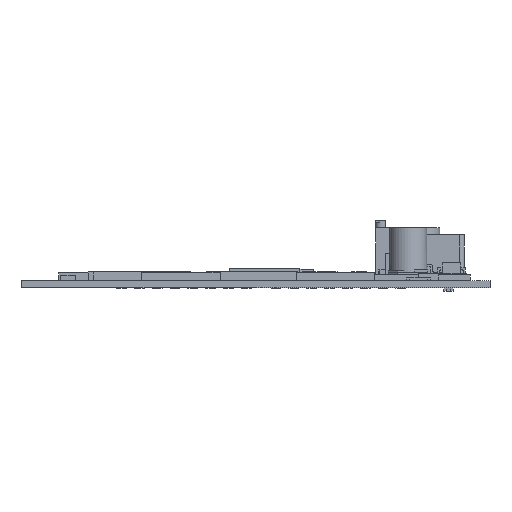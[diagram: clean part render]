
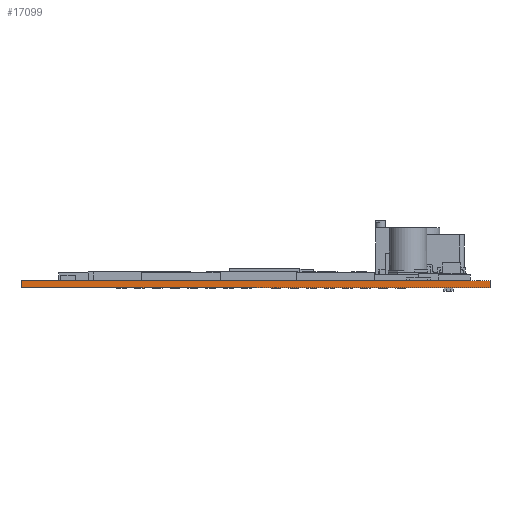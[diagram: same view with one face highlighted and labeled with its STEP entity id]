
A CAD part, left-side view. The second image highlights one B-rep face of the part: STEP entity #17099.
In plain terms, the highlighted planar face has unit normal (-1, 0, 0).
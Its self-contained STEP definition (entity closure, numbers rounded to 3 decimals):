
#1100=PLANE('',#18864);
#1867=FACE_OUTER_BOUND('',#2705,.T.);
#2705=EDGE_LOOP('',(#12529,#12530,#12531,#12532));
#4186=LINE('',#26417,#5632);
#4194=LINE('',#26432,#5640);
#4195=LINE('',#26434,#5641);
#4196=LINE('',#26435,#5642);
#5632=VECTOR('',#21811,10.);
#5640=VECTOR('',#21823,10.);
#5641=VECTOR('',#21826,10.);
#5642=VECTOR('',#21827,10.);
#8169=VERTEX_POINT('',#26414);
#8170=VERTEX_POINT('',#26416);
#8174=VERTEX_POINT('',#26428);
#8175=VERTEX_POINT('',#26430);
#9972=EDGE_CURVE('',#8169,#8170,#4186,.T.);
#9980=EDGE_CURVE('',#8174,#8175,#4194,.T.);
#9981=EDGE_CURVE('',#8169,#8174,#4195,.T.);
#9982=EDGE_CURVE('',#8170,#8175,#4196,.T.);
#12529=ORIENTED_EDGE('',*,*,#9981,.T.);
#12530=ORIENTED_EDGE('',*,*,#9980,.T.);
#12531=ORIENTED_EDGE('',*,*,#9982,.F.);
#12532=ORIENTED_EDGE('',*,*,#9972,.F.);
#17099=ADVANCED_FACE('',(#1867),#1100,.T.);
#18864=AXIS2_PLACEMENT_3D('',#26433,#21824,#21825);
#21811=DIRECTION('',(0.,0.,1.));
#21823=DIRECTION('',(0.,0.,1.));
#21824=DIRECTION('center_axis',(-1.,0.,0.));
#21825=DIRECTION('ref_axis',(0.,-1.,0.));
#21826=DIRECTION('',(0.,-1.,0.));
#21827=DIRECTION('',(0.,-1.,0.));
#26414=CARTESIAN_POINT('',(0.,100.,0.));
#26416=CARTESIAN_POINT('',(0.,100.,1.57));
#26417=CARTESIAN_POINT('',(0.,100.,0.));
#26428=CARTESIAN_POINT('',(0.,0.,0.));
#26430=CARTESIAN_POINT('',(0.,0.,1.57));
#26432=CARTESIAN_POINT('',(0.,0.,0.));
#26433=CARTESIAN_POINT('Origin',(0.,100.,0.));
#26434=CARTESIAN_POINT('',(0.,100.,0.));
#26435=CARTESIAN_POINT('',(0.,100.,1.57));
